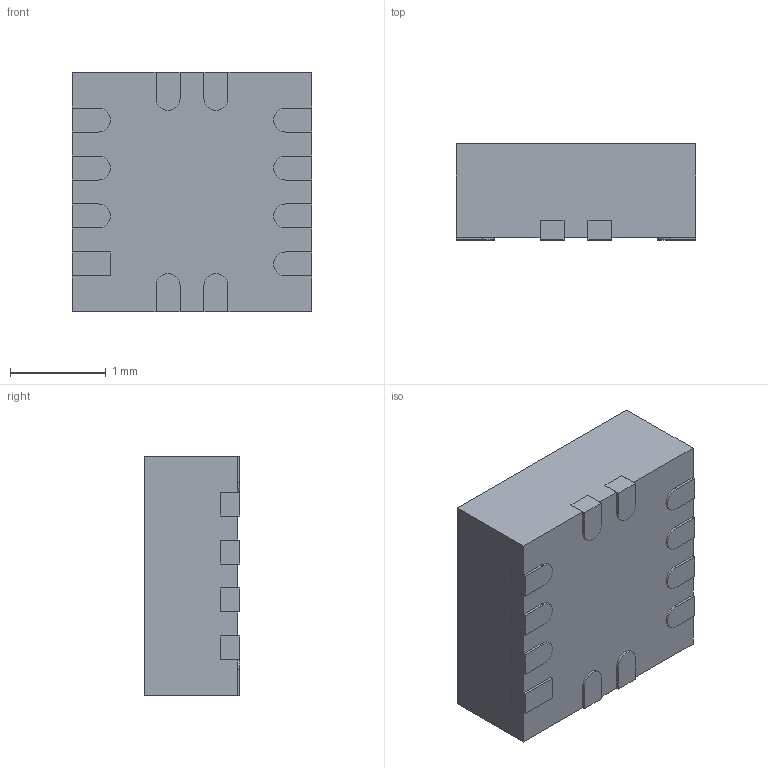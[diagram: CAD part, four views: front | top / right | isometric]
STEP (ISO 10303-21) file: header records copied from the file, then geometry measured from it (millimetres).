
FILE_DESCRIPTION((''),'2;1');
FILE_NAME('RMW0012A_ASM','2014-07-08T',('a0412025'),(''),'PRO/ENGINEER BY PARAMETRIC TECHNOLOGY CORPORATION, 2011490','PRO/ENGINEER BY PARAMETRIC TECHNOLOGY CORPORATION, 2011490','');
FILE_SCHEMA(('AUTOMOTIVE_DESIGN_CC2 { 1 2 10303 214 -1 1 5 2 }'));
Length unit declared in the file: millimetre
Products named in the file (3): FRAME-RMW0012A; BODY-QFN; RMW0012A_ASM
Assembly tree (2 placements, depth 2):
  RMW0012A_ASM
    FRAME-RMW0012A
    BODY-QFN
Bounding box: 2.5 x 1 x 2.5 mm (x, y, z)
Volume: 6.1 mm3; surface area: 28.9 mm2
Topology: 13 solids, 13 shells, 126 faces, 300 edges, 200 vertices
Faces by surface type: plane 104, cylinder 22
Entity records: 4779 total; most frequent: CARTESIAN_POINT 631, DIRECTION 606, ORIENTED_EDGE 600, PRESENTATION_STYLE_ASSIGNMENT 325, STYLED_ITEM 313, CURVE_STYLE 300, EDGE_CURVE 300, VECTOR 256
